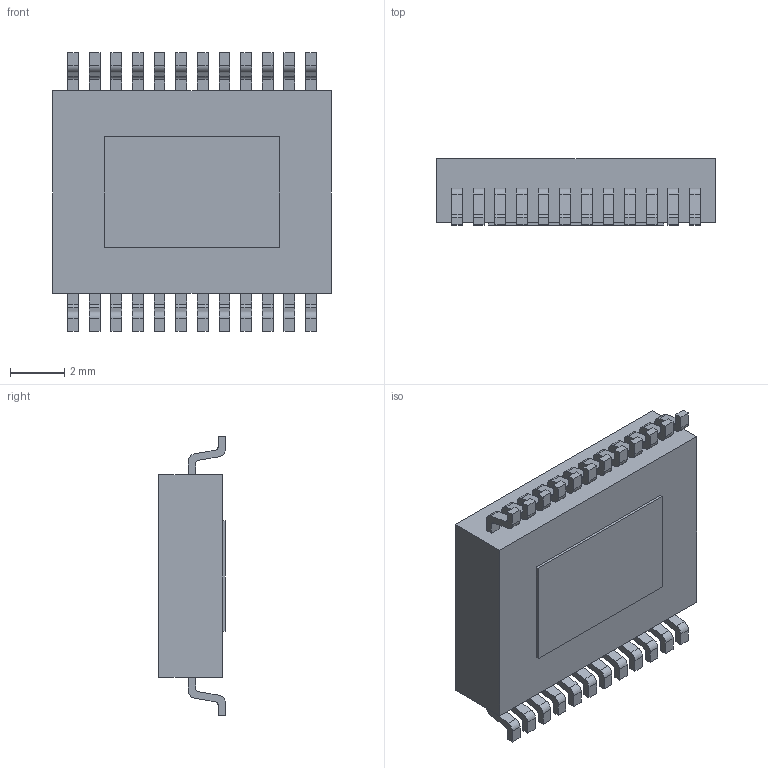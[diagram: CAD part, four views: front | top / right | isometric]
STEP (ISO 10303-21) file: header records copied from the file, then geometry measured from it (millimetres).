
FILE_DESCRIPTION (( 'STEP AP214' ), '1' );
FILE_NAME ('User Library-PowerSSO-24.STEP', '2022-01-06T05:03:20', ( '' ), ( '' ), 'SwSTEP 2.0', 'SolidWorks 2021', '' );
FILE_SCHEMA (( 'AUTOMOTIVE_DESIGN' ));
Length unit declared in the file: millimetre
Products named in the file (4): Fuss_PowerSSO-24___ _________; User Library-PowerSSO-24; Part_PowerSSO-24___ _________; Assy_Fuss_PowerSSO-24___ _________
Assembly tree (45 placements, depth 3):
  User Library-PowerSSO-24
    Part_PowerSSO-24___ _________
    Assy_Fuss_PowerSSO-24___ _________  x2
      Fuss_PowerSSO-24___ _________
Bounding box: 10.3 x 2.45 x 10.3 mm (x, y, z)
Volume: 204 mm3; surface area: 558.5 mm2
Topology: 86 solids, 86 shells, 1191 faces, 3054 edges, 2036 vertices
Faces by surface type: plane 853, cylinder 338
Entity records: 1612 total; most frequent: DIRECTION 234, CARTESIAN_POINT 188, ORIENTED_EDGE 132, AXIS2_PLACEMENT_3D 90, EDGE_CURVE 66, VECTOR 54, LINE 54, PRODUCT_DEFINITION_SHAPE 49
